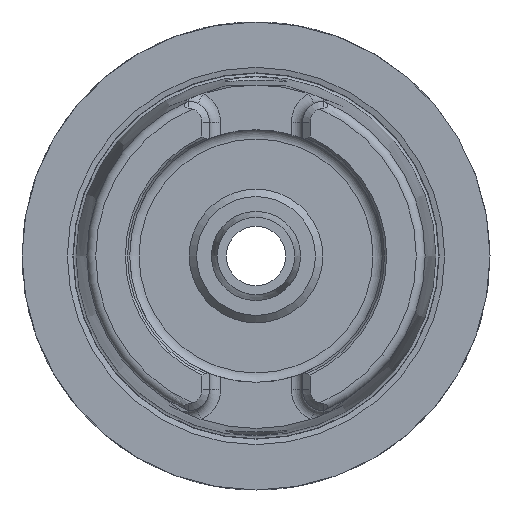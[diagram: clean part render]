
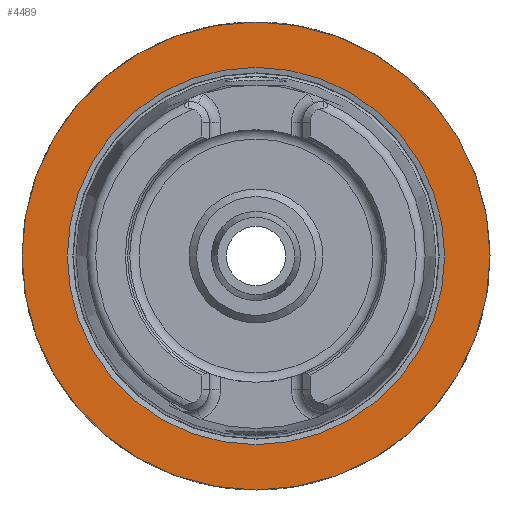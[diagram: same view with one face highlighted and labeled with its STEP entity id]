
A CAD part, left-side view. The second image highlights one B-rep face of the part: STEP entity #4489.
In plain terms, the highlighted planar face has unit normal (-1, 0, 0).
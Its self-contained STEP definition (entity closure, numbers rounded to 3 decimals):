
#3601=CARTESIAN_POINT('',(0.0,31.5,0.0));
#3602=VERTEX_POINT('',#3601);
#3603=CARTESIAN_POINT('',(0.0,0.0,0.0));
#3604=DIRECTION('',(1.0,0.0,0.0));
#3605=DIRECTION('',(0.0,1.0,0.0));
#3606=AXIS2_PLACEMENT_3D('',#3603,#3604,#3605);
#3607=CIRCLE('',#3606,31.5);
#3608=EDGE_CURVE('',#3602,#3602,#3607,.T.);
#4463=CARTESIAN_POINT('',(0.0,25.4,0.0));
#4464=VERTEX_POINT('',#4463);
#4465=CARTESIAN_POINT('',(0.0,0.0,0.0));
#4466=DIRECTION('',(1.0,0.0,0.0));
#4467=DIRECTION('',(0.0,1.0,0.0));
#4468=AXIS2_PLACEMENT_3D('',#4465,#4466,#4467);
#4469=CIRCLE('',#4468,25.4);
#4470=EDGE_CURVE('',#4464,#4464,#4469,.T.);
#4478=CARTESIAN_POINT('',(0.0,28.45,0.0));
#4479=DIRECTION('',(-1.0,0.0,0.0));
#4480=DIRECTION('',(0.0,0.0,1.0));
#4481=AXIS2_PLACEMENT_3D('',#4478,#4479,#4480);
#4482=PLANE('',#4481);
#4483=ORIENTED_EDGE('',*,*,#3608,.F.);
#4484=EDGE_LOOP('',(#4483));
#4485=FACE_OUTER_BOUND('',#4484,.T.);
#4486=ORIENTED_EDGE('',*,*,#4470,.T.);
#4487=EDGE_LOOP('',(#4486));
#4488=FACE_BOUND('',#4487,.T.);
#4489=ADVANCED_FACE('',(#4485,#4488),#4482,.T.);
